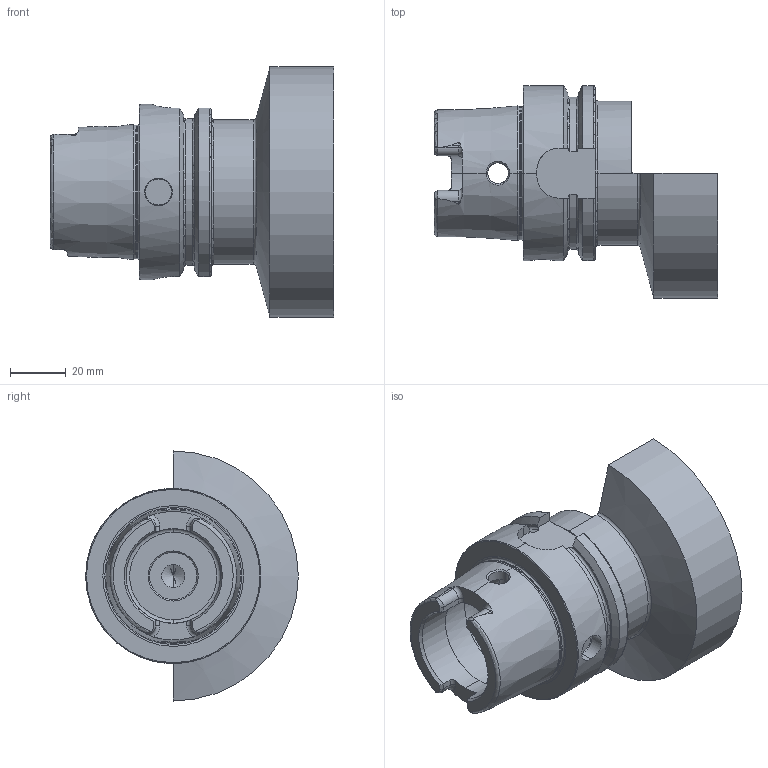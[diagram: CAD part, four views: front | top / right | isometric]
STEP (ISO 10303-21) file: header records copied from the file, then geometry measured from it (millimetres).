
FILE_DESCRIPTION (( 'STEP AP214' ), '1' );
FILE_NAME ('HA6-LDM.090.070_A.STEP', '2017-01-18T09:58:17', ( 'SWIAdmin' ), ( 'Hewlett-Packard Company' ), 'SwSTEP 2.0', 'SolidWorks 2015', '' );
FILE_SCHEMA (( 'AUTOMOTIVE_DESIGN' ));
Length unit declared in the file: millimetre
Products named in the file (1): HA6-LDM.090.070_A
Bounding box: 101.9 x 76.5 x 90 mm (x, y, z)
Volume: 194961.4 mm3; surface area: 34941.7 mm2
Topology: 1 solids, 1 shells, 158 faces, 418 edges, 260 vertices
Faces by surface type: cylinder 48, plane 45, torus 32, cone 29, bspline 4
Entity records: 7081 total; most frequent: CARTESIAN_POINT 2137, ORIENTED_EDGE 830, DIRECTION 766, EDGE_CURVE 415, AXIS2_PLACEMENT_3D 310, VERTEX_POINT 260, EDGE_LOOP 163, FACE_OUTER_BOUND 158
